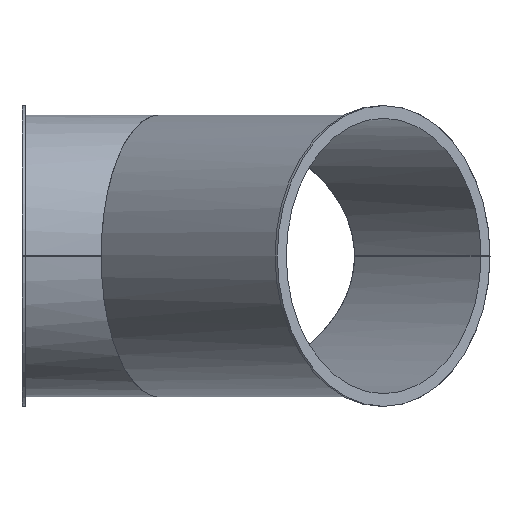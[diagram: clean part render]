
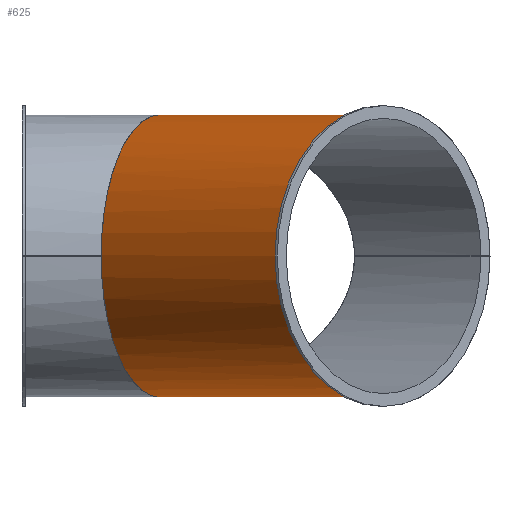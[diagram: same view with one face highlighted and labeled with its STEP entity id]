
A CAD part, left-side view. The second image highlights one B-rep face of the part: STEP entity #625.
In plain terms, the highlighted cylindrical face has radius 89 mm (diameter 178 mm), a partial arc.
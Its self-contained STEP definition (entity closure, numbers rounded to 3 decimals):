
#39=CIRCLE('',#676,89.);
#53=ELLIPSE('',#679,125.865,89.);
#54=ELLIPSE('',#680,96.281,89.);
#55=ELLIPSE('',#681,125.865,89.);
#68=CYLINDRICAL_SURFACE('',#678,89.);
#91=FACE_OUTER_BOUND('',#127,.T.);
#127=EDGE_LOOP('',(#485,#486,#487,#488,#489,#490));
#168=LINE('',#993,#225);
#178=LINE('',#1014,#235);
#225=VECTOR('',#792,109.001);
#235=VECTOR('',#806,109.001);
#281=VERTEX_POINT('',#990);
#282=VERTEX_POINT('',#992);
#290=VERTEX_POINT('',#1011);
#291=VERTEX_POINT('',#1013);
#292=VERTEX_POINT('',#1023);
#293=VERTEX_POINT('',#1025);
#346=EDGE_CURVE('',#282,#281,#168,.T.);
#356=EDGE_CURVE('',#291,#290,#178,.T.);
#360=EDGE_CURVE('',#282,#290,#39,.T.);
#362=EDGE_CURVE('',#281,#292,#53,.T.);
#363=EDGE_CURVE('',#292,#293,#54,.T.);
#364=EDGE_CURVE('',#293,#291,#55,.T.);
#485=ORIENTED_EDGE('',*,*,#346,.T.);
#486=ORIENTED_EDGE('',*,*,#362,.T.);
#487=ORIENTED_EDGE('',*,*,#363,.T.);
#488=ORIENTED_EDGE('',*,*,#364,.T.);
#489=ORIENTED_EDGE('',*,*,#356,.T.);
#490=ORIENTED_EDGE('',*,*,#360,.F.);
#625=ADVANCED_FACE('',(#91),#68,.T.);
#676=AXIS2_PLACEMENT_3D('',#1020,#814,#815);
#678=AXIS2_PLACEMENT_3D('',#1022,#818,#819);
#679=AXIS2_PLACEMENT_3D('',#1024,#820,#821);
#680=AXIS2_PLACEMENT_3D('',#1026,#822,#823);
#681=AXIS2_PLACEMENT_3D('',#1027,#824,#825);
#792=DIRECTION('',(0.,-1.,0.));
#806=DIRECTION('',(0.,1.,0.));
#814=DIRECTION('center_axis',(0.,1.,0.));
#815=DIRECTION('ref_axis',(1.,0.,0.));
#818=DIRECTION('center_axis',(0.,1.,0.));
#819=DIRECTION('ref_axis',(-1.,0.,0.));
#820=DIRECTION('center_axis',(0.707,0.707,0.));
#821=DIRECTION('ref_axis',(-0.707,0.707,0.));
#822=DIRECTION('center_axis',(-0.381,0.924,0.));
#823=DIRECTION('ref_axis',(-0.924,-0.381,0.));
#824=DIRECTION('center_axis',(0.707,0.707,0.));
#825=DIRECTION('ref_axis',(-0.707,0.707,0.));
#990=CARTESIAN_POINT('',(-1.999,88.999,0.5));
#992=CARTESIAN_POINT('',(-1.999,198.,0.5));
#993=CARTESIAN_POINT('',(-1.999,99.,0.5));
#1011=CARTESIAN_POINT('',(-1.999,198.,-0.5));
#1013=CARTESIAN_POINT('',(-1.999,88.999,-0.5));
#1014=CARTESIAN_POINT('',(-1.999,99.,-0.5));
#1020=CARTESIAN_POINT('Origin',(87.,198.,0.));
#1022=CARTESIAN_POINT('Origin',(87.,99.,0.));
#1023=CARTESIAN_POINT('',(87.,0.,89.));
#1024=CARTESIAN_POINT('Origin',(87.,0.,0.));
#1025=CARTESIAN_POINT('',(87.,0.,-89.));
#1026=CARTESIAN_POINT('Origin',(87.,0.,0.));
#1027=CARTESIAN_POINT('Origin',(87.,0.,0.));
